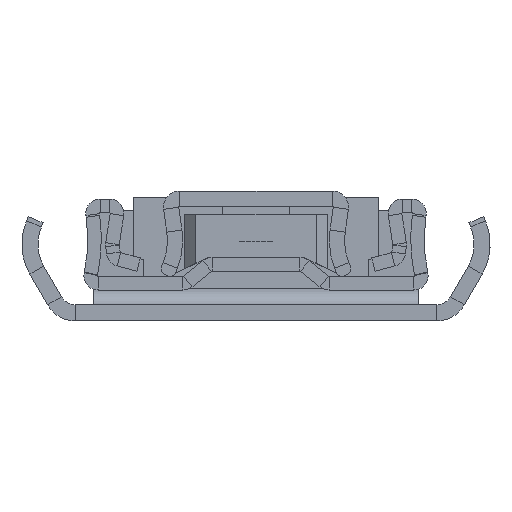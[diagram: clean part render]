
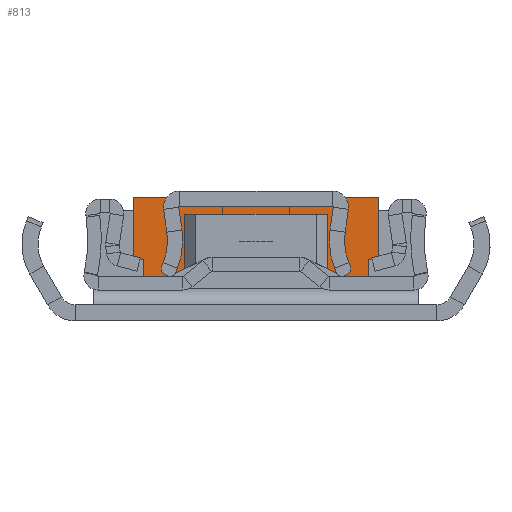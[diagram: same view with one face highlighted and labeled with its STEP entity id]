
A CAD part, left-side view. The second image highlights one B-rep face of the part: STEP entity #813.
In plain terms, the highlighted face is planar.
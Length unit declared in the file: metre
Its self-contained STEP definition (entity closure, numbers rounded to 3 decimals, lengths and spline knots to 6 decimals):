
#813 = ADVANCED_FACE( '', ( #1768 ), #1769, .T. );
#1768 = FACE_OUTER_BOUND( '', #2832, .T. );
#1769 = PLANE( '', #2833 );
#2832 = EDGE_LOOP( '', ( #4919, #4920, #4921, #4922, #4923, #4924, #4925, #4926, #4927, #4928, #4929, #4930, #4931, #4932, #4933, #4934 ) );
#2833 = AXIS2_PLACEMENT_3D( '', #4935, #4936, #4937 );
#4919 = ORIENTED_EDGE( '', *, *, #6810, .T. );
#4920 = ORIENTED_EDGE( '', *, *, #6811, .T. );
#4921 = ORIENTED_EDGE( '', *, *, #6812, .F. );
#4922 = ORIENTED_EDGE( '', *, *, #6486, .F. );
#4923 = ORIENTED_EDGE( '', *, *, #6159, .T. );
#4924 = ORIENTED_EDGE( '', *, *, #6603, .T. );
#4925 = ORIENTED_EDGE( '', *, *, #6504, .T. );
#4926 = ORIENTED_EDGE( '', *, *, #6545, .T. );
#4927 = ORIENTED_EDGE( '', *, *, #6813, .F. );
#4928 = ORIENTED_EDGE( '', *, *, #6814, .T. );
#4929 = ORIENTED_EDGE( '', *, *, #6628, .T. );
#4930 = ORIENTED_EDGE( '', *, *, #6815, .F. );
#4931 = ORIENTED_EDGE( '', *, *, #6816, .T. );
#4932 = ORIENTED_EDGE( '', *, *, #6817, .F. );
#4933 = ORIENTED_EDGE( '', *, *, #6818, .F. );
#4934 = ORIENTED_EDGE( '', *, *, #6709, .T. );
#4935 = CARTESIAN_POINT( '', ( 0.0045, 0., 0.0064 ) );
#4936 = DIRECTION( '', ( 1., 0., 0. ) );
#4937 = DIRECTION( '', ( 0., 1., 0. ) );
#6159 = EDGE_CURVE( '', #7343, #7344, #7345, .T. );
#6486 = EDGE_CURVE( '', #7343, #7848, #7851, .T. );
#6504 = EDGE_CURVE( '', #7875, #7876, #7877, .T. );
#6545 = EDGE_CURVE( '', #7876, #7935, #7937, .T. );
#6603 = EDGE_CURVE( '', #7344, #7875, #8022, .T. );
#6628 = EDGE_CURVE( '', #8052, #8053, #8054, .T. );
#6709 = EDGE_CURVE( '', #8150, #8151, #8152, .T. );
#6810 = EDGE_CURVE( '', #8151, #8271, #8272, .T. );
#6811 = EDGE_CURVE( '', #8271, #8273, #8274, .T. );
#6812 = EDGE_CURVE( '', #7848, #8273, #8275, .T. );
#6813 = EDGE_CURVE( '', #8276, #7935, #8277, .T. );
#6814 = EDGE_CURVE( '', #8276, #8052, #8278, .T. );
#6815 = EDGE_CURVE( '', #8279, #8053, #8280, .T. );
#6816 = EDGE_CURVE( '', #8279, #8281, #8282, .T. );
#6817 = EDGE_CURVE( '', #8283, #8281, #8284, .T. );
#6818 = EDGE_CURVE( '', #8150, #8283, #8285, .T. );
#7343 = VERTEX_POINT( '', #8921 );
#7344 = VERTEX_POINT( '', #8922 );
#7345 = CIRCLE( '', #8923, 0.009525 );
#7848 = VERTEX_POINT( '', #9615 );
#7851 = LINE( '', #9620, #9621 );
#7875 = VERTEX_POINT( '', #9653 );
#7876 = VERTEX_POINT( '', #9654 );
#7877 = LINE( '', #9655, #9656 );
#7935 = VERTEX_POINT( '', #9731 );
#7937 = LINE( '', #9734, #9735 );
#8022 = LINE( '', #9848, #9849 );
#8052 = VERTEX_POINT( '', #9888 );
#8053 = VERTEX_POINT( '', #9889 );
#8054 = CIRCLE( '', #9890, 0.009525 );
#8150 = VERTEX_POINT( '', #10037 );
#8151 = VERTEX_POINT( '', #10038 );
#8152 = LINE( '', #10039, #10040 );
#8271 = VERTEX_POINT( '', #10202 );
#8272 = LINE( '', #10203, #10204 );
#8273 = VERTEX_POINT( '', #10205 );
#8274 = LINE( '', #10206, #10207 );
#8275 = LINE( '', #10208, #10209 );
#8276 = VERTEX_POINT( '', #10210 );
#8277 = LINE( '', #10211, #10212 );
#8278 = LINE( '', #10213, #10214 );
#8279 = VERTEX_POINT( '', #10215 );
#8280 = LINE( '', #10216, #10217 );
#8281 = VERTEX_POINT( '', #10218 );
#8282 = LINE( '', #10219, #10220 );
#8283 = VERTEX_POINT( '', #10221 );
#8284 = LINE( '', #10222, #10223 );
#8285 = LINE( '', #10224, #10225 );
#8921 = CARTESIAN_POINT( '', ( 0.0045, -0.016495, 0. ) );
#8922 = CARTESIAN_POINT( '', ( 0.0045, -0.012412, 0.000919 ) );
#8923 = AXIS2_PLACEMENT_3D( '', #10726, #10727, #10728 );
#9615 = CARTESIAN_POINT( '', ( 0.0045, -0.01785, 0. ) );
#9620 = CARTESIAN_POINT( '', ( 0.0045, 0., 0. ) );
#9621 = VECTOR( '', #11103, 1. );
#9653 = CARTESIAN_POINT( '', ( 0.0045, -0.01125, 0.001471 ) );
#9654 = CARTESIAN_POINT( '', ( 0.0045, -0.01125, 0.01005 ) );
#9655 = CARTESIAN_POINT( '', ( 0.0045, -0.01125, 0.005025 ) );
#9656 = VECTOR( '', #11121, 1. );
#9731 = CARTESIAN_POINT( '', ( 0.0045, 0.01125, 0.01005 ) );
#9734 = CARTESIAN_POINT( '', ( 0.0045, 0., 0.01005 ) );
#9735 = VECTOR( '', #11173, 1. );
#9848 = CARTESIAN_POINT( '', ( 0.0045, -0.010925, 0.001625 ) );
#9849 = VECTOR( '', #11253, 1. );
#9888 = CARTESIAN_POINT( '', ( 0.0045, 0.012412, 0.000919 ) );
#9889 = CARTESIAN_POINT( '', ( 0.0045, 0.016495, 0. ) );
#9890 = AXIS2_PLACEMENT_3D( '', #11287, #11288, #11289 );
#10037 = CARTESIAN_POINT( '', ( 0.0045, 0.01935, 0.0128 ) );
#10038 = CARTESIAN_POINT( '', ( 0.0045, -0.01935, 0.0128 ) );
#10039 = CARTESIAN_POINT( '', ( 0.0045, 0., 0.0128 ) );
#10040 = VECTOR( '', #11359, 1. );
#10202 = CARTESIAN_POINT( '', ( 0.0045, -0.01935, 0.003 ) );
#10203 = CARTESIAN_POINT( '', ( 0.0045, -0.01935, 0.0128 ) );
#10204 = VECTOR( '', #11484, 1. );
#10205 = CARTESIAN_POINT( '', ( 0.0045, -0.01785, 0.003 ) );
#10206 = CARTESIAN_POINT( '', ( 0.0045, -0.0186, 0.003 ) );
#10207 = VECTOR( '', #11485, 1. );
#10208 = CARTESIAN_POINT( '', ( 0.0045, -0.01785, 0.0015 ) );
#10209 = VECTOR( '', #11486, 1. );
#10210 = CARTESIAN_POINT( '', ( 0.0045, 0.01125, 0.001471 ) );
#10211 = CARTESIAN_POINT( '', ( 0.0045, 0.01125, 0.005025 ) );
#10212 = VECTOR( '', #11487, 1. );
#10213 = CARTESIAN_POINT( '', ( 0.0045, 0.010925, 0.001625 ) );
#10214 = VECTOR( '', #11488, 1. );
#10215 = CARTESIAN_POINT( '', ( 0.0045, 0.01785, 0. ) );
#10216 = CARTESIAN_POINT( '', ( 0.0045, 0., 0. ) );
#10217 = VECTOR( '', #11489, 1. );
#10218 = CARTESIAN_POINT( '', ( 0.0045, 0.01785, 0.003 ) );
#10219 = CARTESIAN_POINT( '', ( 0.0045, 0.01785, 0.0015 ) );
#10220 = VECTOR( '', #11490, 1. );
#10221 = CARTESIAN_POINT( '', ( 0.0045, 0.01935, 0.003 ) );
#10222 = CARTESIAN_POINT( '', ( 0.0045, 0.0186, 0.003 ) );
#10223 = VECTOR( '', #11491, 1. );
#10224 = CARTESIAN_POINT( '', ( 0.0045, 0.01935, 0.0128 ) );
#10225 = VECTOR( '', #11492, 1. );
#10726 = CARTESIAN_POINT( '', ( 0.0045, -0.016495, 0.009525 ) );
#10727 = DIRECTION( '', ( 1., 0., 0. ) );
#10728 = DIRECTION( '', ( 0., 1., 0. ) );
#11103 = DIRECTION( '', ( 0., -1., 0. ) );
#11121 = DIRECTION( '', ( 0., 0., 1. ) );
#11173 = DIRECTION( '', ( 0., 1., 0. ) );
#11253 = DIRECTION( '', ( 0., 0.903, 0.429 ) );
#11287 = CARTESIAN_POINT( '', ( 0.0045, 0.016495, 0.009525 ) );
#11288 = DIRECTION( '', ( 1., 0., 0. ) );
#11289 = DIRECTION( '', ( 0., 1., 0. ) );
#11359 = DIRECTION( '', ( 0., -1., 0. ) );
#11484 = DIRECTION( '', ( 0., 0., -1. ) );
#11485 = DIRECTION( '', ( 0., 1., 0. ) );
#11486 = DIRECTION( '', ( 0., 0., 1. ) );
#11487 = DIRECTION( '', ( 0., 0., 1. ) );
#11488 = DIRECTION( '', ( 0., 0.903, -0.429 ) );
#11489 = DIRECTION( '', ( 0., -1., 0. ) );
#11490 = DIRECTION( '', ( 0., 0., 1. ) );
#11491 = DIRECTION( '', ( 0., -1., 0. ) );
#11492 = DIRECTION( '', ( 0., 0., -1. ) );
